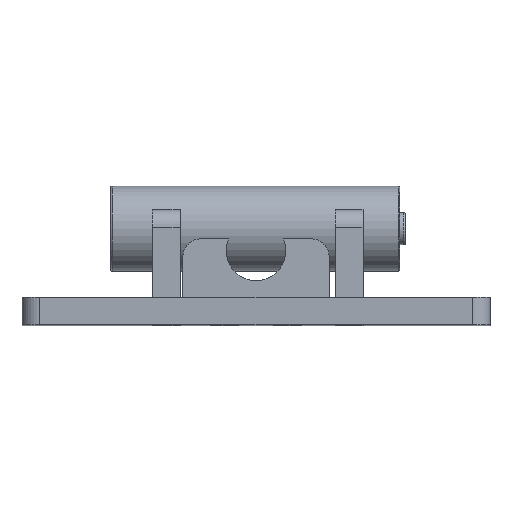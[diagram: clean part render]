
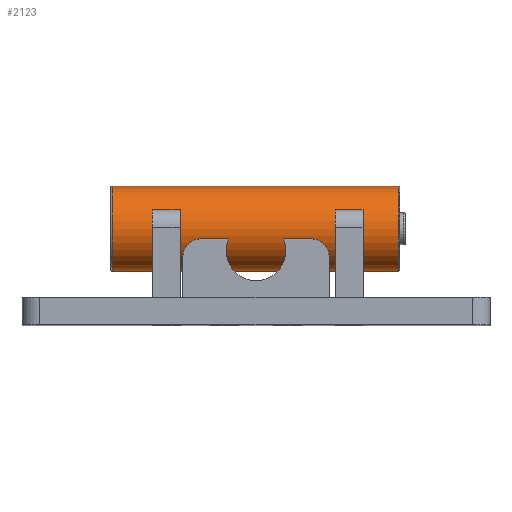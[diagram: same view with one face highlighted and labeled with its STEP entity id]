
A CAD part, top view. The second image highlights one B-rep face of the part: STEP entity #2123.
In plain terms, the highlighted cylindrical face has radius 7.25 mm (diameter 14.5 mm), a full revolution.
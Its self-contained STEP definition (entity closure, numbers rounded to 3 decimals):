
#165=CYLINDRICAL_SURFACE('',#2310,7.25);
#188=FACE_OUTER_BOUND('',#306,.T.);
#306=EDGE_LOOP('',(#1518,#1519,#1520,#1521));
#439=LINE('',#3102,#698);
#698=VECTOR('',#2499,7.25);
#958=CIRCLE('',#2307,7.25);
#961=CIRCLE('',#2311,7.25);
#1004=VERTEX_POINT('',#3094);
#1006=VERTEX_POINT('',#3100);
#1208=EDGE_CURVE('',#1004,#1004,#958,.T.);
#1211=EDGE_CURVE('',#1006,#1006,#961,.T.);
#1212=EDGE_CURVE('',#1006,#1004,#439,.T.);
#1518=ORIENTED_EDGE('',*,*,#1211,.F.);
#1519=ORIENTED_EDGE('',*,*,#1212,.T.);
#1520=ORIENTED_EDGE('',*,*,#1208,.T.);
#1521=ORIENTED_EDGE('',*,*,#1212,.F.);
#2123=ADVANCED_FACE('',(#188),#165,.T.);
#2307=AXIS2_PLACEMENT_3D('',#3095,#2489,#2490);
#2310=AXIS2_PLACEMENT_3D('',#3099,#2495,#2496);
#2311=AXIS2_PLACEMENT_3D('',#3101,#2497,#2498);
#2489=DIRECTION('center_axis',(0.,1.,0.));
#2490=DIRECTION('ref_axis',(0.,0.,1.));
#2495=DIRECTION('center_axis',(0.,1.,0.));
#2496=DIRECTION('ref_axis',(0.,0.,1.));
#2497=DIRECTION('center_axis',(0.,1.,0.));
#2498=DIRECTION('ref_axis',(0.,0.,1.));
#2499=DIRECTION('',(0.,-1.,0.));
#3094=CARTESIAN_POINT('',(0.,0.35,-7.25));
#3095=CARTESIAN_POINT('Origin',(0.,0.35,0.));
#3099=CARTESIAN_POINT('Origin',(0.,0.,0.));
#3100=CARTESIAN_POINT('',(0.,49.25,-7.25));
#3101=CARTESIAN_POINT('Origin',(0.,49.25,0.));
#3102=CARTESIAN_POINT('',(0.,0.,-7.25));
